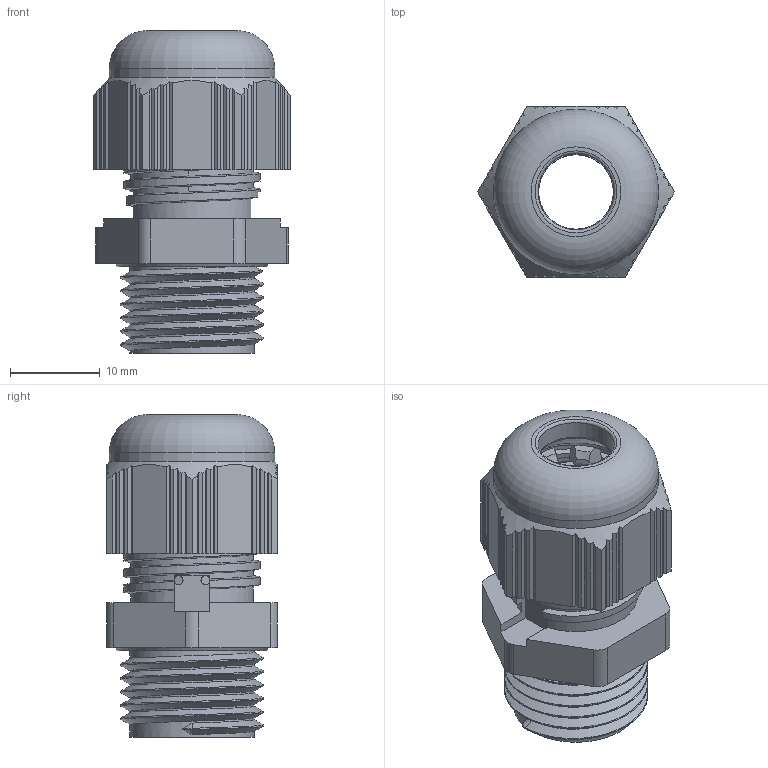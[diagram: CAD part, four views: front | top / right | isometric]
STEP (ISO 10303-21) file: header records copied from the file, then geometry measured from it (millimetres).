
FILE_DESCRIPTION((''),'2;1');
FILE_NAME('PG 9 - M16 x 1.5 Vent. Plug Montaj (AYRI LAMEL).stp','2012-04-18T14:53:58',('Gurhan'),(''),'Autodesk Inventor 2013','Autodesk Inventor 2013','');
FILE_SCHEMA(('AUTOMOTIVE_DESIGN { 1 0 10303 214 1 1 1 1 }'));
Length unit declared in the file: millimetre
Products named in the file (6): PG 9 - M16 x 1.5 Vent. Plug Montaj (AYRI LAMEL); PG 9 - M16 x 1.5 Vent. Plug Body (AYRI LAMEL); FILITRE; PG 9 NORMAL CONTA; PG 9 LAMEL; PG 9 CAP
Assembly tree (5 placements, depth 2):
  PG 9 - M16 x 1.5 Vent. Plug Montaj (AYRI LAMEL)
    PG 9 - M16 x 1.5 Vent. Plug Body (AYRI LAMEL)
    FILITRE
    PG 9 NORMAL CONTA
    PG 9 LAMEL
    PG 9 CAP
Bounding box: 21.94 x 19 x 35.92 mm (x, y, z)
Volume: 5329.4 mm3; surface area: 7022.9 mm2
Topology: 5 solids, 5 shells, 468 faces, 1344 edges, 875 vertices
Faces by surface type: plane 334, cylinder 81, cone 37, bspline 10, torus 6
Full cylindrical faces by diameter (mm): 0.9 x6, 1 x4, 8.3 x3, 8.5 x1, 10.4 x1, 10.5 x1, 10.9 x1, 11 x3, 13.7 x3, 13.9 x6, 15.5 x6, 18.394 x1
Entity records: 18346 total; most frequent: CARTESIAN_POINT 6636, ORIENTED_EDGE 2496, DIRECTION 2363, EDGE_CURVE 1248, AXIS2_PLACEMENT_3D 896, VERTEX_POINT 839, VECTOR 571, LINE 571
